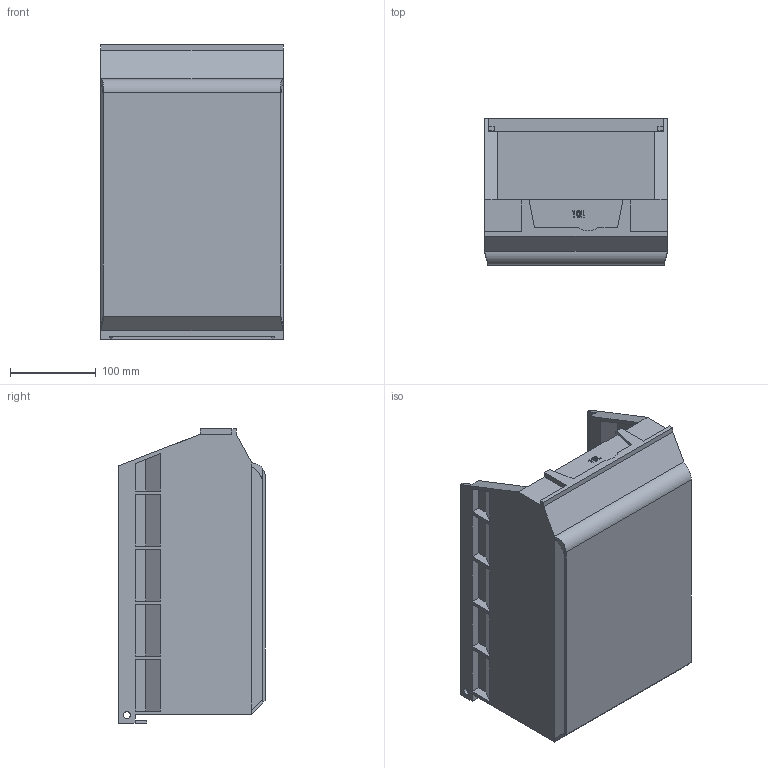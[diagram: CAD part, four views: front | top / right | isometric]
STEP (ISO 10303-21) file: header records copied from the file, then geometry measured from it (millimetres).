
FILE_DESCRIPTION(('STEP AP203'),'1');
FILE_NAME('ERGO00H1028.stp','2024-03-26T15:41:48',(' '),(' '),'Spatial InterOp 3D',' ',' ');
FILE_SCHEMA(('CONFIG_CONTROL_DESIGN'));
Length unit declared in the file: millimetre
Products named in the file (1): Bac à bec 10 litres, rouge
Bounding box: 213.11 x 170.91 x 343.4 mm (x, y, z)
Volume: 1089155 mm3; surface area: 475219.4 mm2
Topology: 1 solids, 1 shells, 230 faces, 570 edges, 348 vertices
Faces by surface type: plane 145, cylinder 51, revolution 24, bspline 10
Full cylindrical faces by diameter (mm): 8.018 x2
Entity records: 7484 total; most frequent: CARTESIAN_POINT 2023, ORIENTED_EDGE 1120, DIRECTION 1040, EDGE_CURVE 560, LINE 426, VECTOR 426, VERTEX_POINT 348, AXIS2_PLACEMENT_3D 295
